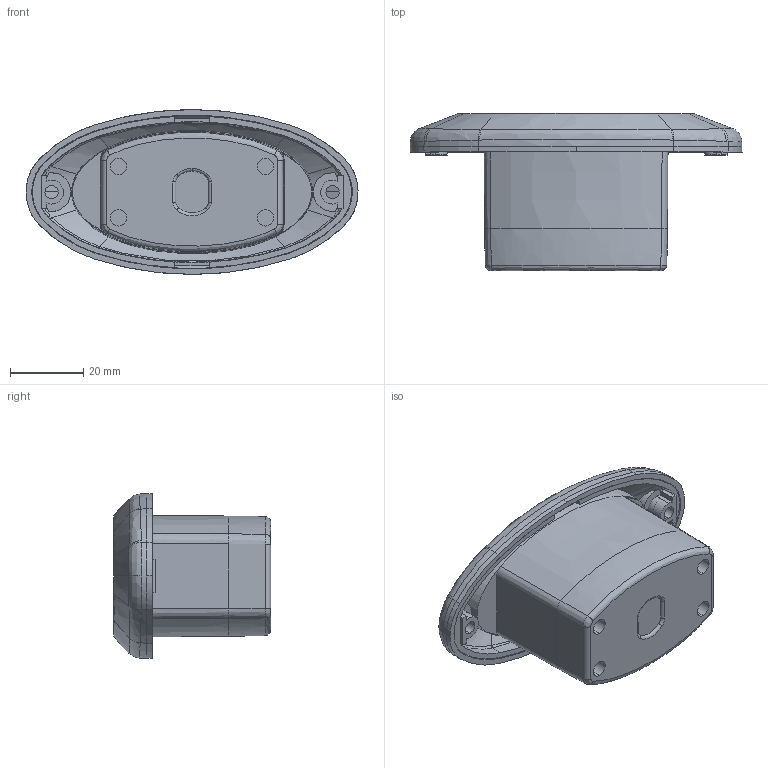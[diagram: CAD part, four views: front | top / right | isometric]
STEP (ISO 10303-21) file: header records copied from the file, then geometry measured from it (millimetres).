
FILE_DESCRIPTION (( 'STEP AP203' ), '1' );
FILE_NAME ('OV.STEP', '2017-10-05T10:23:01', ( 'admin' ), ( 'Hewlett-Packard Company' ), 'SwSTEP 2.0', 'SolidWorks 2016', '' );
FILE_SCHEMA (( 'CONFIG_CONTROL_DESIGN' ));
Length unit declared in the file: millimetre
Products named in the file (1): OV
Bounding box: 90.38 x 42.86 x 44.9 mm (x, y, z)
Volume: 62742.6 mm3; surface area: 20527.8 mm2
Topology: 2 solids, 2 shells, 340 faces, 870 edges, 545 vertices
Faces by surface type: bspline 179, cone 58, plane 56, cylinder 38, torus 9
Entity records: 21541 total; most frequent: CARTESIAN_POINT 15079, ORIENTED_EDGE 1738, EDGE_CURVE 869, DIRECTION 751, VERTEX_POINT 545, B_SPLINE_CURVE_WITH_KNOTS 471, EDGE_LOOP 358, FACE_OUTER_BOUND 340
